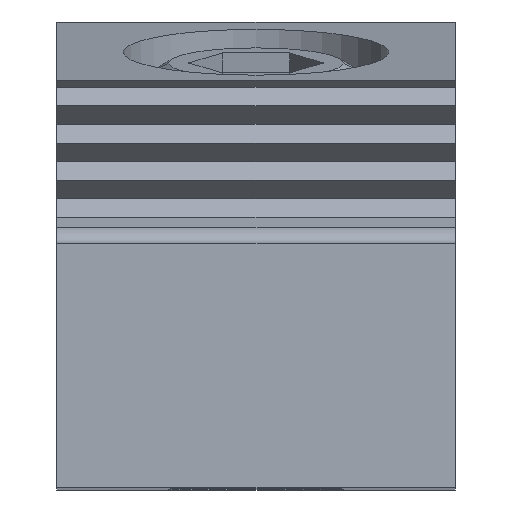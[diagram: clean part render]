
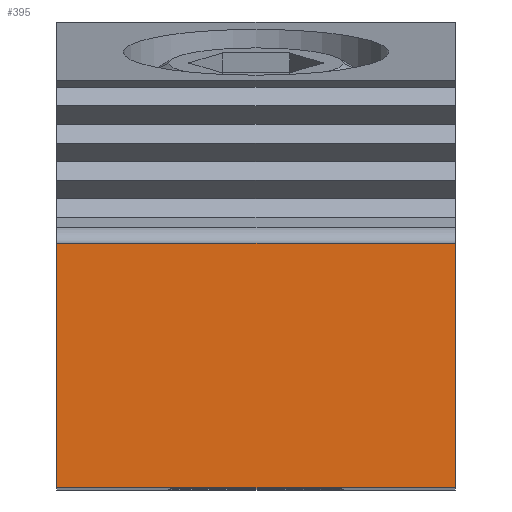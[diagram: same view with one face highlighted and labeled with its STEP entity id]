
A CAD part, top view. The second image highlights one B-rep face of the part: STEP entity #395.
In plain terms, the highlighted planar face has unit normal (0, 0, 1).
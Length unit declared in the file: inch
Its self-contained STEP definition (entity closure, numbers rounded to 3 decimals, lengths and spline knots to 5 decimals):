
#254 = EDGE_CURVE ( 'NONE', #401, #409, #1169, .T. ) ;
#255 = EDGE_LOOP ( 'NONE', ( #497, #396, #503, #405 ) ) ;
#257 = VERTEX_POINT ( 'NONE', #1172 ) ;
#260 = EDGE_CURVE ( 'NONE', #257, #411, #1291, .T. ) ;
#395 = ADVANCED_FACE ( 'NONE', ( #1508 ), #1524, .F. ) ;
#396 = ORIENTED_EDGE ( 'NONE', *, *, #260, .F. ) ;
#397 = EDGE_CURVE ( 'NONE', #409, #411, #1396, .T. ) ;
#401 = VERTEX_POINT ( 'NONE', #1364 ) ;
#405 = ORIENTED_EDGE ( 'NONE', *, *, #254, .T. ) ;
#409 = VERTEX_POINT ( 'NONE', #549 ) ;
#411 = VERTEX_POINT ( 'NONE', #792 ) ;
#497 = ORIENTED_EDGE ( 'NONE', *, *, #397, .T. ) ;
#501 = EDGE_CURVE ( 'NONE', #401, #257, #1628, .T. ) ;
#503 = ORIENTED_EDGE ( 'NONE', *, *, #501, .F. ) ;
#549 = CARTESIAN_POINT ( 'NONE',  ( -0.375, 0.46, 2.5 ) ) ;
#792 = CARTESIAN_POINT ( 'NONE',  ( -0.375, 0., 2.5 ) ) ;
#1162 = DIRECTION ( 'NONE',  ( -1., 0., 0. ) ) ;
#1163 = VECTOR ( 'NONE', #1162, 39.37008 ) ;
#1164 = CARTESIAN_POINT ( 'NONE',  ( 0.375, 0.46, 2.5 ) ) ;
#1165 = DIRECTION ( 'NONE',  ( -1., 0., 0. ) ) ;
#1166 = VECTOR ( 'NONE', #1165, 39.37008 ) ;
#1169 = LINE ( 'NONE', #1164, #1163 ) ;
#1172 = CARTESIAN_POINT ( 'NONE',  ( 0.375, 0., 2.5 ) ) ;
#1290 = CARTESIAN_POINT ( 'NONE',  ( 0.375, 0., 2.5 ) ) ;
#1291 = LINE ( 'NONE', #1290, #1166 ) ;
#1364 = CARTESIAN_POINT ( 'NONE',  ( 0.375, 0.46, 2.5 ) ) ;
#1395 = CARTESIAN_POINT ( 'NONE',  ( -0.375, 0., 2.5 ) ) ;
#1396 = LINE ( 'NONE', #1395, #1431 ) ;
#1397 = AXIS2_PLACEMENT_3D ( 'NONE', #1437, #1436, #1435 ) ;
#1430 = DIRECTION ( 'NONE',  ( 0., -1., 0. ) ) ;
#1431 = VECTOR ( 'NONE', #1430, 39.37008 ) ;
#1435 = DIRECTION ( 'NONE',  ( -1., 0., 0. ) ) ;
#1436 = DIRECTION ( 'NONE',  ( 0., 0., -1. ) ) ;
#1437 = CARTESIAN_POINT ( 'NONE',  ( 0.375, 0., 2.5 ) ) ;
#1508 = FACE_OUTER_BOUND ( 'NONE', #255, .T. ) ;
#1524 = PLANE ( 'NONE',  #1397 ) ;
#1594 = DIRECTION ( 'NONE',  ( 0., -1., 0. ) ) ;
#1595 = VECTOR ( 'NONE', #1594, 39.37008 ) ;
#1596 = CARTESIAN_POINT ( 'NONE',  ( 0.375, 0., 2.5 ) ) ;
#1628 = LINE ( 'NONE', #1596, #1595 ) ;
